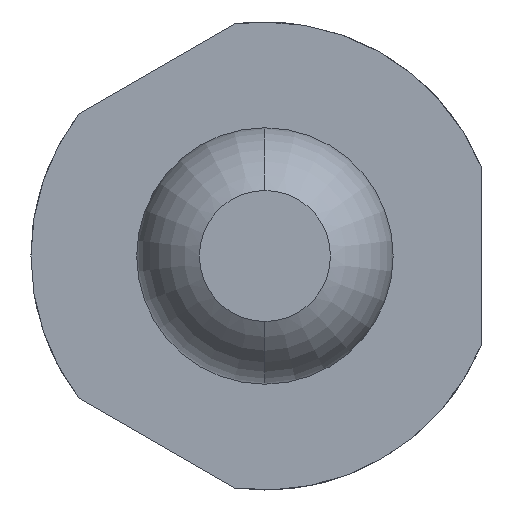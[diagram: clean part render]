
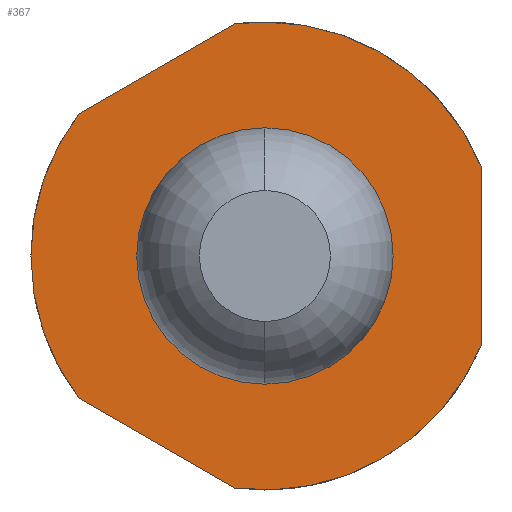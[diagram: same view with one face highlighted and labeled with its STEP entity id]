
A CAD part, front view. The second image highlights one B-rep face of the part: STEP entity #367.
In plain terms, the highlighted planar face has unit normal (0, -1, 0).
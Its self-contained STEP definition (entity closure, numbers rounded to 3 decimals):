
#62 = VERTEX_POINT ( 'NONE', #1371 ) ;
#110 = VERTEX_POINT ( 'NONE', #2447 ) ;
#156 = AXIS2_PLACEMENT_3D ( 'NONE', #1613, #4310, #1569 ) ;
#198 = LINE ( 'NONE', #3367, #3640 ) ;
#262 = CARTESIAN_POINT ( 'NONE',  ( 0., 11.7, -1.25 ) ) ;
#278 = ORIENTED_EDGE ( 'NONE', *, *, #435, .F. ) ;
#310 = DIRECTION ( 'NONE',  ( 0., 0., 1. ) ) ;
#352 = CIRCLE ( 'NONE', #401, 1.25 ) ;
#367 = ADVANCED_FACE ( 'Defeature ausgef�hrt1_9', ( #3232, #534 ), #556, .F. ) ;
#401 = AXIS2_PLACEMENT_3D ( 'NONE', #2965, #4334, #2617 ) ;
#435 = EDGE_CURVE ( 'Defeature ausgef�hrt1_7+Defeature ausgef�hrt1_9+Defeature ausgef�hrt1_13+Defeature ausgef�hrt1_12', #3037, #874, #1457, .T. ) ;
#527 = LINE ( 'NONE', #3991, #3694 ) ;
#534 = FACE_BOUND ( 'NONE', #1026, .T. ) ;
#556 = PLANE ( 'NONE',  #2021 ) ;
#561 = VERTEX_POINT ( 'NONE', #3348 ) ;
#726 = LINE ( 'NONE', #1044, #3749 ) ;
#763 = VERTEX_POINT ( 'NONE', #1207 ) ;
#874 = VERTEX_POINT ( 'NONE', #4245 ) ;
#922 = CIRCLE ( 'NONE', #3079, 1.25 ) ;
#966 = DIRECTION ( 'NONE',  ( 0., 1., 0. ) ) ;
#1026 = EDGE_LOOP ( 'NONE', ( #1632, #1421 ) ) ;
#1044 = CARTESIAN_POINT ( 'NONE',  ( -0.036, 11.7, -1.312 ) ) ;
#1085 = CARTESIAN_POINT ( 'NONE',  ( 0., 11.7, 0. ) ) ;
#1102 = EDGE_CURVE ( 'Defeature ausgef�hrt1_9+Defeature ausgef�hrt1_13+Defeature ausgef�hrt1_7+Defeature ausgef�hrt1_8', #3037, #62, #726, .T. ) ;
#1133 = EDGE_CURVE ( 'Defeature ausgef�hrt1_9+Defeature ausgef�hrt1_11+Defeature ausgef�hrt1_8+Defeature ausgef�hrt1_6', #561, #1641, #198, .T. ) ;
#1207 = CARTESIAN_POINT ( 'NONE',  ( 0., 11.7, 0.45 ) ) ;
#1276 = AXIS2_PLACEMENT_3D ( 'NONE', #1306, #966, #310 ) ;
#1306 = CARTESIAN_POINT ( 'NONE',  ( 0., 11.7, 0. ) ) ;
#1371 = CARTESIAN_POINT ( 'NONE',  ( -0.163, 11.7, -1.239 ) ) ;
#1380 = ORIENTED_EDGE ( 'NONE', *, *, #1133, .T. ) ;
#1389 = ORIENTED_EDGE ( 'NONE', *, *, #1102, .T. ) ;
#1420 = AXIS2_PLACEMENT_3D ( 'NONE', #3287, #3627, #2585 ) ;
#1421 = ORIENTED_EDGE ( 'NONE', *, *, #1526, .T. ) ;
#1453 = CIRCLE ( 'NONE', #1420, 0.45 ) ;
#1457 = CIRCLE ( 'NONE', #1276, 1.25 ) ;
#1526 = EDGE_CURVE ( 'Defeature ausgef�hrt1_9+Defeature ausgef�hrt1_10+Defeature ausgef�hrt1_10+Defeature ausgef�hrt1_10', #763, #4232, #2116, .T. ) ;
#1533 = EDGE_CURVE ( 'Defeature ausgef�hrt1_9+Defeature ausgef�hrt1_10+Defeature ausgef�hrt1_10+Defeature ausgef�hrt1_10', #4232, #763, #1453, .T. ) ;
#1569 = DIRECTION ( 'NONE',  ( 0., 0., 1. ) ) ;
#1613 = CARTESIAN_POINT ( 'NONE',  ( 0., 11.7, 0. ) ) ;
#1632 = ORIENTED_EDGE ( 'NONE', *, *, #1533, .T. ) ;
#1641 = VERTEX_POINT ( 'NONE', #2032 ) ;
#1712 = DIRECTION ( 'NONE',  ( 0.866, 0., -0.5 ) ) ;
#1873 = DIRECTION ( 'NONE',  ( 0., 0., 1. ) ) ;
#1903 = CIRCLE ( 'NONE', #3930, 1.25 ) ;
#1919 = DIRECTION ( 'NONE',  ( -0.866, 0., -0.5 ) ) ;
#1963 = EDGE_CURVE ( 'Defeature ausgef�hrt1_9+Defeature ausgef�hrt1_12+Defeature ausgef�hrt1_6+Defeature ausgef�hrt1_7', #110, #874, #527, .T. ) ;
#2002 = DIRECTION ( 'NONE',  ( 0., 0., 1. ) ) ;
#2021 = AXIS2_PLACEMENT_3D ( 'NONE', #262, #3585, #1873 ) ;
#2032 = CARTESIAN_POINT ( 'NONE',  ( 1.155, 11.7, 0.479 ) ) ;
#2045 = DIRECTION ( 'NONE',  ( 0., 0., 1. ) ) ;
#2116 = CIRCLE ( 'NONE', #156, 0.45 ) ;
#2444 = CARTESIAN_POINT ( 'NONE',  ( -0.992, 11.7, -0.761 ) ) ;
#2447 = CARTESIAN_POINT ( 'NONE',  ( -0.163, 11.7, 1.239 ) ) ;
#2585 = DIRECTION ( 'NONE',  ( 0., 0., 1. ) ) ;
#2617 = DIRECTION ( 'NONE',  ( 0., 0., 1. ) ) ;
#2717 = ORIENTED_EDGE ( 'NONE', *, *, #3860, .F. ) ;
#2725 = ORIENTED_EDGE ( 'NONE', *, *, #4336, .F. ) ;
#2965 = CARTESIAN_POINT ( 'NONE',  ( 0., 11.7, 0. ) ) ;
#3024 = DIRECTION ( 'NONE',  ( 0., 0., 1. ) ) ;
#3037 = VERTEX_POINT ( 'NONE', #2444 ) ;
#3079 = AXIS2_PLACEMENT_3D ( 'NONE', #1085, #4033, #2002 ) ;
#3232 = FACE_OUTER_BOUND ( 'NONE', #3956, .T. ) ;
#3287 = CARTESIAN_POINT ( 'NONE',  ( 0., 11.7, 0. ) ) ;
#3348 = CARTESIAN_POINT ( 'NONE',  ( 1.155, 11.7, -0.479 ) ) ;
#3355 = CARTESIAN_POINT ( 'NONE',  ( 0., 11.7, 0. ) ) ;
#3367 = CARTESIAN_POINT ( 'NONE',  ( 1.155, 11.7, -1.25 ) ) ;
#3426 = ORIENTED_EDGE ( 'NONE', *, *, #3786, .F. ) ;
#3585 = DIRECTION ( 'NONE',  ( 0., 1., 0. ) ) ;
#3617 = ORIENTED_EDGE ( 'NONE', *, *, #1963, .T. ) ;
#3627 = DIRECTION ( 'NONE',  ( 0., 1., 0. ) ) ;
#3640 = VECTOR ( 'NONE', #3024, 1000. ) ;
#3694 = VECTOR ( 'NONE', #1919, 1000. ) ;
#3749 = VECTOR ( 'NONE', #1712, 1000. ) ;
#3754 = DIRECTION ( 'NONE',  ( 0., 1., 0. ) ) ;
#3786 = EDGE_CURVE ( 'Defeature ausgef�hrt1_6+Defeature ausgef�hrt1_9+Defeature ausgef�hrt1_12+Defeature ausgef�hrt1_11', #110, #4079, #352, .T. ) ;
#3860 = EDGE_CURVE ( 'Defeature ausgef�hrt1_6+Defeature ausgef�hrt1_9+Defeature ausgef�hrt1_12+Defeature ausgef�hrt1_11', #4079, #1641, #1903, .T. ) ;
#3892 = CARTESIAN_POINT ( 'NONE',  ( 0., 11.7, 1.25 ) ) ;
#3930 = AXIS2_PLACEMENT_3D ( 'NONE', #3355, #3754, #2045 ) ;
#3956 = EDGE_LOOP ( 'NONE', ( #3426, #3617, #278, #1389, #2725, #1380, #2717 ) ) ;
#3991 = CARTESIAN_POINT ( 'NONE',  ( -1.119, 11.7, 0.687 ) ) ;
#4017 = CARTESIAN_POINT ( 'NONE',  ( 0., 11.7, -0.45 ) ) ;
#4033 = DIRECTION ( 'NONE',  ( 0., 1., 0. ) ) ;
#4079 = VERTEX_POINT ( 'NONE', #3892 ) ;
#4232 = VERTEX_POINT ( 'NONE', #4017 ) ;
#4245 = CARTESIAN_POINT ( 'NONE',  ( -0.992, 11.7, 0.761 ) ) ;
#4310 = DIRECTION ( 'NONE',  ( 0., 1., 0. ) ) ;
#4334 = DIRECTION ( 'NONE',  ( 0., 1., 0. ) ) ;
#4336 = EDGE_CURVE ( 'Defeature ausgef�hrt1_8+Defeature ausgef�hrt1_9+Defeature ausgef�hrt1_11+Defeature ausgef�hrt1_13', #561, #62, #922, .T. ) ;
